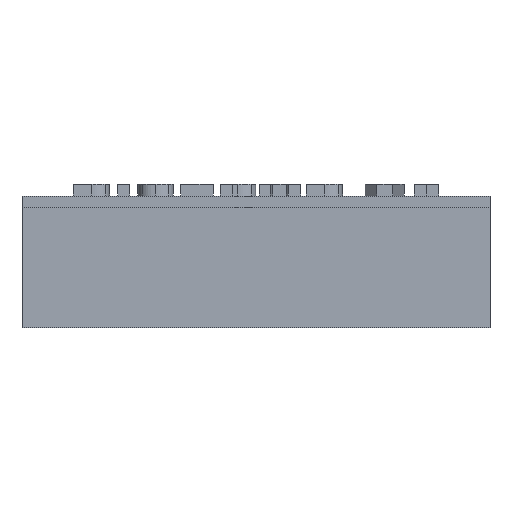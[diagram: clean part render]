
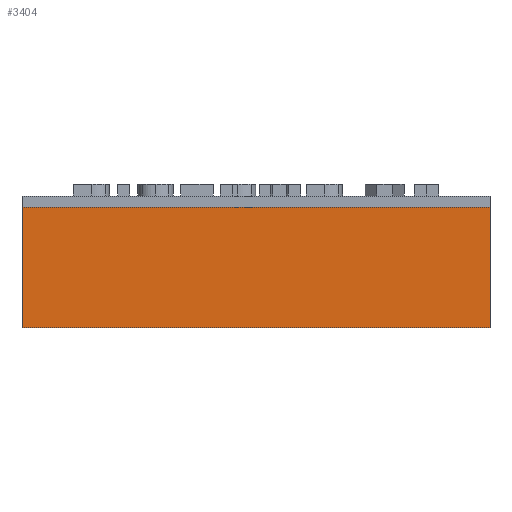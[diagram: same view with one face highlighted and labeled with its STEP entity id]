
A CAD part, front view. The second image highlights one B-rep face of the part: STEP entity #3404.
In plain terms, the highlighted planar face has unit normal (0, -1, 0).
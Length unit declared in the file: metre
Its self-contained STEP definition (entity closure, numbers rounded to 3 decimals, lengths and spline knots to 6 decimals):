
#189=ORIENTED_EDGE('',*,*,#1169,.F.);
#190=ORIENTED_EDGE('',*,*,#1170,.F.);
#191=ORIENTED_EDGE('',*,*,#1171,.T.);
#192=ORIENTED_EDGE('',*,*,#1172,.T.);
#1169=EDGE_CURVE('',#1661,#1662,#2001,.T.);
#1170=EDGE_CURVE('',#1663,#1661,#2002,.T.);
#1171=EDGE_CURVE('',#1663,#1664,#2003,.T.);
#1172=EDGE_CURVE('',#1664,#1662,#2004,.T.);
#1661=VERTEX_POINT('',#4570);
#1662=VERTEX_POINT('',#4571);
#1663=VERTEX_POINT('',#4573);
#1664=VERTEX_POINT('',#4575);
#2001=LINE('',#4569,#2403);
#2002=LINE('',#4572,#2404);
#2003=LINE('',#4574,#2405);
#2004=LINE('',#4576,#2406);
#2403=VECTOR('',#3827,1.);
#2404=VECTOR('',#3828,1.);
#2405=VECTOR('',#3829,1.);
#2406=VECTOR('',#3830,1.);
#2792=EDGE_LOOP('',(#189,#190,#191,#192));
#3028=FACE_BOUND('',#2792,.T.);
#3264=PLANE('',#3629);
#3404=ADVANCED_FACE('',(#3028),#3264,.T.);
#3629=AXIS2_PLACEMENT_3D('',#4568,#3825,#3826);
#3825=DIRECTION('',(0.,-1.,0.));
#3826=DIRECTION('',(1.,0.,0.));
#3827=DIRECTION('',(-1.,0.,0.));
#3828=DIRECTION('',(0.,0.,-1.));
#3829=DIRECTION('',(-1.,0.,0.));
#3830=DIRECTION('',(0.,0.,-1.));
#4568=CARTESIAN_POINT('',(0.,-0.0508,0.00635));
#4569=CARTESIAN_POINT('',(0.,-0.0508,0.));
#4570=CARTESIAN_POINT('',(0.03175,-0.0508,0.));
#4571=CARTESIAN_POINT('',(-0.03175,-0.0508,0.));
#4572=CARTESIAN_POINT('',(0.03175,-0.0508,0.00635));
#4573=CARTESIAN_POINT('',(0.03175,-0.0508,0.01635));
#4574=CARTESIAN_POINT('',(0.,-0.0508,0.01635));
#4575=CARTESIAN_POINT('',(-0.03175,-0.0508,0.01635));
#4576=CARTESIAN_POINT('',(-0.03175,-0.0508,0.00635));
